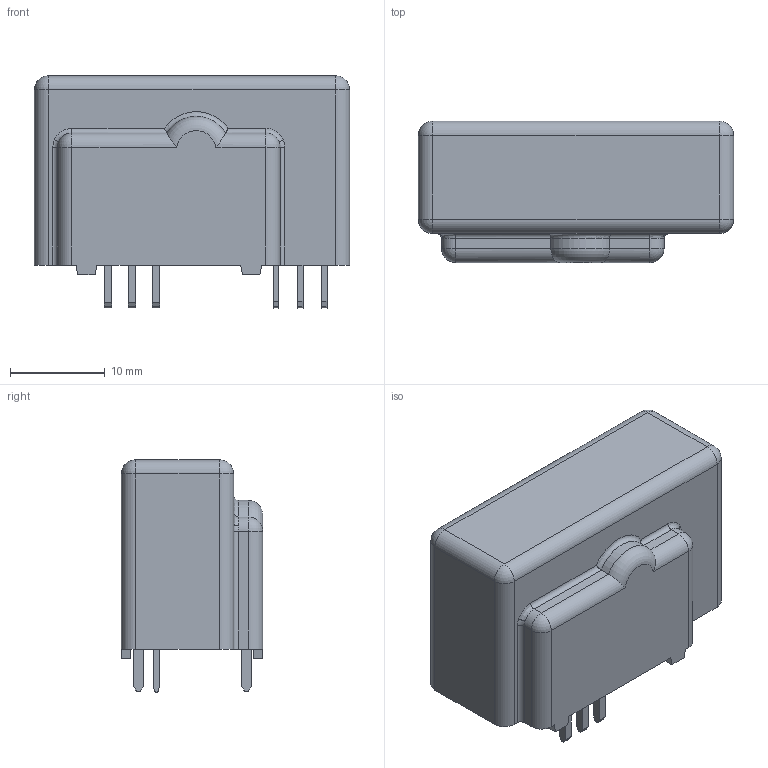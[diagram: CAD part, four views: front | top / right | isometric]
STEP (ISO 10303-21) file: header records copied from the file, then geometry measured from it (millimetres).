
FILE_DESCRIPTION(/* description */ (''),/* implementation_level */ '2;1');
FILE_NAME(/* name */ 'SENS_LEM_LAH25-NP.stp',/* time_stamp */ '2015-10-06T13:49:30+02:00',/* author */ ('bcivel'),/* organization */ (''),/* preprocessor_version */ 'ST-DEVELOPER v15.5',/* originating_system */ 'AutoCAD Mechanical',/* authorisation */ '');
FILE_SCHEMA (('AUTOMOTIVE_DESIGN { 1 0 10303 214 3 1 1 }'));
Length unit declared in the file: millimetre
Products named in the file (1): Product
Bounding box: 33.3 x 14.93 x 24.55 mm (x, y, z)
Volume: 8859.6 mm3; surface area: 2829.1 mm2
Topology: 10 solids, 10 shells, 132 faces, 316 edges, 198 vertices
Faces by surface type: plane 92, cylinder 28, sphere 6, torus 4, bspline 2
Entity records: 3884 total; most frequent: CARTESIAN_POINT 787, DIRECTION 626, ORIENTED_EDGE 620, EDGE_CURVE 310, LINE 244, VECTOR 244, VERTEX_POINT 198, AXIS2_PLACEMENT_3D 191
